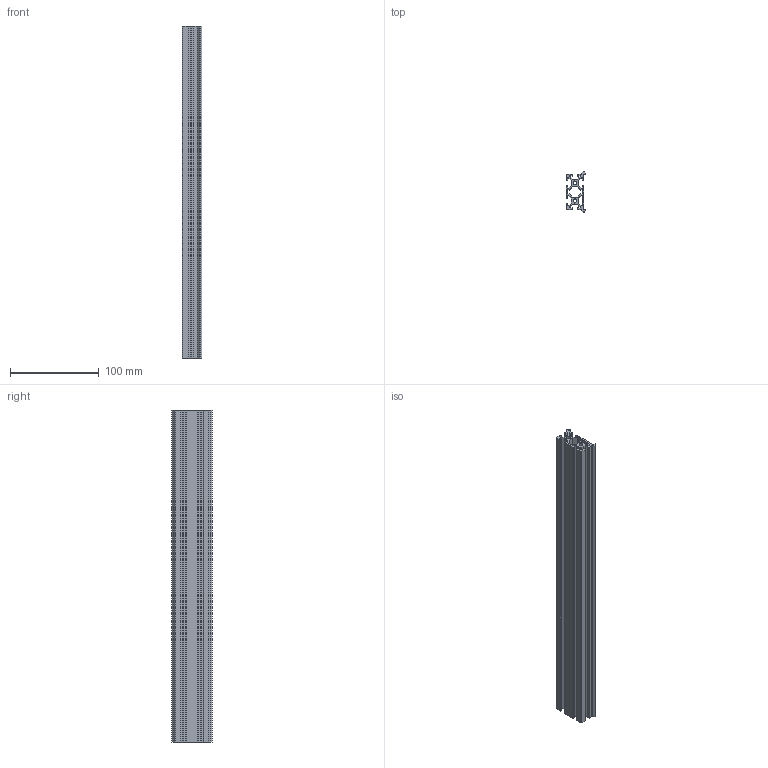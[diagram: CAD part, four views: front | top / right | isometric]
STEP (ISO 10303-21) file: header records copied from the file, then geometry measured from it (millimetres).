
FILE_DESCRIPTION(/* description */ ('X/Y Axis Rail - MakerSlide Extrusion - 375mm'),/* implementation_level */ '2;1');
FILE_NAME(/* name */ 'MSK01-02.stp',/* time_stamp */ '2015-04-07T11:46:15-07:00',/* author */ ('dek'),/* organization */ (''),/* preprocessor_version */ 'ST-DEVELOPER v15.6',/* originating_system */ 'Autodesk Inventor LT ',/* authorisation */ '');
FILE_SCHEMA (('AUTOMOTIVE_DESIGN { 1 0 10303 214 3 1 1 }'));
Length unit declared in the file: millimetre
Products named in the file (1): MSK01-02
Bounding box: 22.38 x 45.94 x 375 mm (x, y, z)
Volume: 132203.9 mm3; surface area: 128096.1 mm2
Topology: 1 solids, 1 shells, 124 faces, 368 edges, 246 vertices
Faces by surface type: plane 102, cylinder 22
Full cylindrical faces by diameter (mm): 4.2 x2
Entity records: 4266 total; most frequent: CARTESIAN_POINT 733, ORIENTED_EDGE 728, DIRECTION 658, EDGE_CURVE 364, LINE 320, VECTOR 320, VERTEX_POINT 244, AXIS2_PLACEMENT_3D 169
